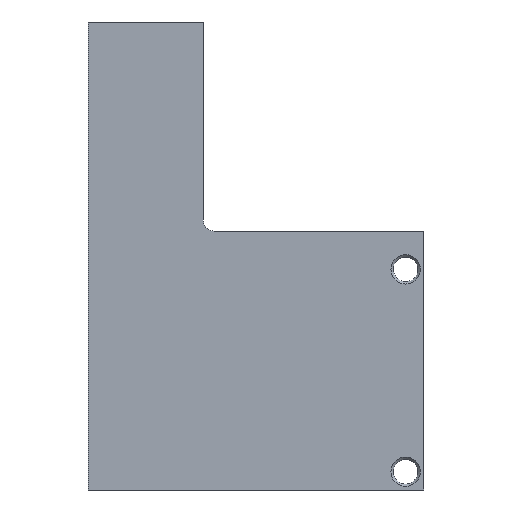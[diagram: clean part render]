
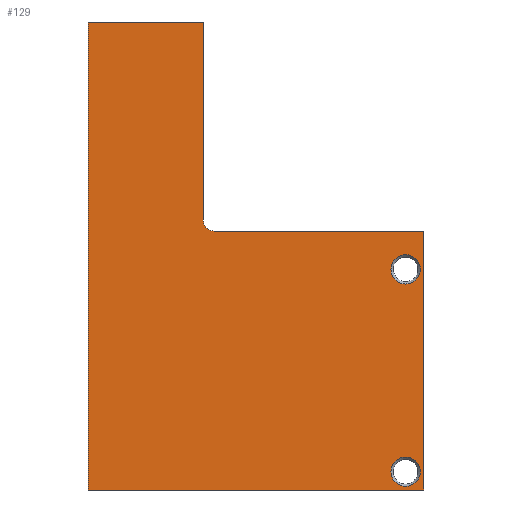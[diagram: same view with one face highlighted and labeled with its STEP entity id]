
A CAD part, front view. The second image highlights one B-rep face of the part: STEP entity #129.
In plain terms, the highlighted planar face has unit normal (0, -1, 0).
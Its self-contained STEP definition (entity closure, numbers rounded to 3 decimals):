
#129=ADVANCED_FACE('',(#200,#201,#202),#153,.T.);
#153=PLANE('',#468);
#157=LINE('',#617,#177);
#161=LINE('',#632,#181);
#165=LINE('',#648,#185);
#168=LINE('',#660,#188);
#169=LINE('',#662,#189);
#174=LINE('',#674,#194);
#177=VECTOR('',#507,1.);
#181=VECTOR('',#513,1.);
#185=VECTOR('',#519,1.);
#188=VECTOR('',#524,1.);
#189=VECTOR('',#527,1.);
#194=VECTOR('',#536,1.);
#200=FACE_BOUND('',#242,.T.);
#201=FACE_BOUND('',#243,.T.);
#202=FACE_BOUND('',#244,.T.);
#242=EDGE_LOOP('',(#305));
#243=EDGE_LOOP('',(#306));
#244=EDGE_LOOP('',(#307,#308,#309,#310,#311,#312,#313));
#305=ORIENTED_EDGE('',*,*,#420,.T.);
#306=ORIENTED_EDGE('',*,*,#421,.T.);
#307=ORIENTED_EDGE('',*,*,#398,.T.);
#308=ORIENTED_EDGE('',*,*,#403,.T.);
#309=ORIENTED_EDGE('',*,*,#408,.T.);
#310=ORIENTED_EDGE('',*,*,#412,.T.);
#311=ORIENTED_EDGE('',*,*,#422,.T.);
#312=ORIENTED_EDGE('',*,*,#413,.T.);
#313=ORIENTED_EDGE('',*,*,#419,.T.);
#362=VERTEX_POINT('',#616);
#363=VERTEX_POINT('',#618);
#366=VERTEX_POINT('',#631);
#371=VERTEX_POINT('',#647);
#373=VERTEX_POINT('',#659);
#374=VERTEX_POINT('',#663);
#375=VERTEX_POINT('',#664);
#379=VERTEX_POINT('',#677);
#380=VERTEX_POINT('',#679);
#398=EDGE_CURVE('',#363,#362,#157,.T.);
#403=EDGE_CURVE('',#362,#366,#161,.T.);
#408=EDGE_CURVE('',#366,#371,#165,.T.);
#412=EDGE_CURVE('',#371,#373,#168,.T.);
#413=EDGE_CURVE('',#374,#375,#169,.T.);
#419=EDGE_CURVE('',#375,#363,#174,.T.);
#420=EDGE_CURVE('',#379,#379,#439,.T.);
#421=EDGE_CURVE('',#380,#380,#440,.T.);
#422=EDGE_CURVE('',#373,#374,#441,.T.);
#439=CIRCLE('',#465,2.55);
#440=CIRCLE('',#466,2.55);
#441=CIRCLE('',#467,2.);
#465=AXIS2_PLACEMENT_3D('',#676,#539,#540);
#466=AXIS2_PLACEMENT_3D('',#678,#541,#542);
#467=AXIS2_PLACEMENT_3D('',#680,#543,#544);
#468=AXIS2_PLACEMENT_3D('',#681,#545,#546);
#507=DIRECTION('',(0.,0.,-1.));
#513=DIRECTION('',(1.,0.,0.));
#519=DIRECTION('',(0.,0.,1.));
#524=DIRECTION('',(-1.,0.,0.));
#527=DIRECTION('',(0.,0.,1.));
#536=DIRECTION('',(-1.,0.,0.));
#539=DIRECTION('',(0.,1.,0.));
#540=DIRECTION('',(0.,0.,-1.));
#541=DIRECTION('',(0.,1.,0.));
#542=DIRECTION('',(0.,0.,-1.));
#543=DIRECTION('',(0.,1.,0.));
#544=DIRECTION('',(0.,0.,-1.));
#545=DIRECTION('',(0.,-1.,0.));
#546=DIRECTION('',(0.,0.,-1.));
#616=CARTESIAN_POINT('',(0.,-6.35,0.));
#617=CARTESIAN_POINT('',(0.,-6.35,81.35));
#618=CARTESIAN_POINT('',(0.,-6.35,81.35));
#631=CARTESIAN_POINT('',(58.35,-6.35,0.));
#632=CARTESIAN_POINT('',(0.,-6.35,0.));
#647=CARTESIAN_POINT('',(58.35,-6.35,45.));
#648=CARTESIAN_POINT('',(58.35,-6.35,0.));
#659=CARTESIAN_POINT('',(22.,-6.35,45.));
#660=CARTESIAN_POINT('',(58.35,-6.35,45.));
#662=CARTESIAN_POINT('',(20.,-6.35,45.));
#663=CARTESIAN_POINT('',(20.,-6.35,47.));
#664=CARTESIAN_POINT('',(20.,-6.35,81.35));
#674=CARTESIAN_POINT('',(20.,-6.35,81.35));
#676=CARTESIAN_POINT('',(55.175,-6.35,38.35));
#677=CARTESIAN_POINT('',(55.175,-6.35,35.8));
#678=CARTESIAN_POINT('',(55.175,-6.35,3.175));
#679=CARTESIAN_POINT('',(55.175,-6.35,0.625));
#680=CARTESIAN_POINT('',(22.,-6.35,47.));
#681=CARTESIAN_POINT('',(0.,-6.35,0.));
